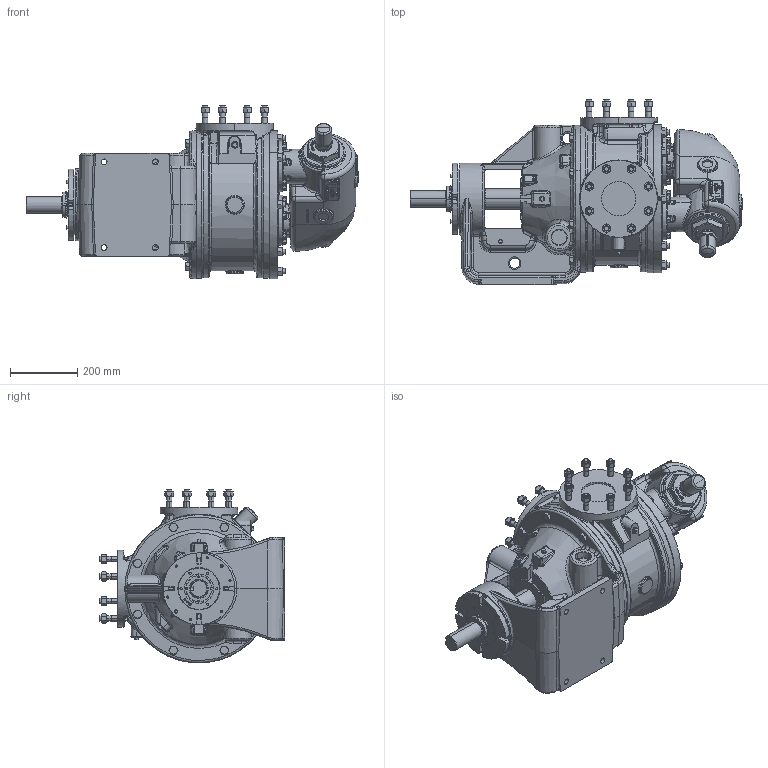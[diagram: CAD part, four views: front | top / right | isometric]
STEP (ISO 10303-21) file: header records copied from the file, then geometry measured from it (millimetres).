
FILE_DESCRIPTION (( 'STEP AP214' ), '1' );
FILE_NAME ('MV-1169.STEP', '2021-05-18T17:48:06', ( '' ), ( '' ), 'SwSTEP 2.0', 'SolidWorks 2020', '' );
FILE_SCHEMA (( 'AUTOMOTIVE_DESIGN' ));
Length unit declared in the file: inch
Products named in the file (1): MV-1169
Bounding box: 984.74 x 549.15 x 514.65 mm (x, y, z)
Volume: 67739214.7 mm3; surface area: 1941046.9 mm2
Topology: 1 solids, 1 shells, 4282 faces, 10608 edges, 6449 vertices
Faces by surface type: plane 1334, bspline 1088, cone 831, cylinder 784, torus 166, sphere 79
Entity records: 242119 total; most frequent: CARTESIAN_POINT 108914, ORIENTED_EDGE 20886, DIRECTION 15460, EDGE_CURVE 10443, VERTEX_POINT 6444, AXIS2_PLACEMENT_3D 6002, EDGE_LOOP 4585, FACE_OUTER_BOUND 4282
